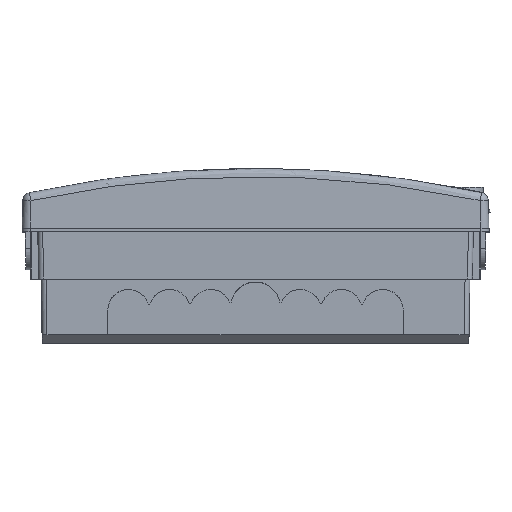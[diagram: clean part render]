
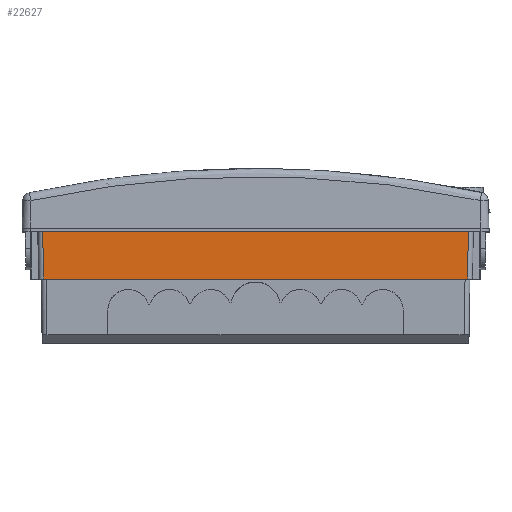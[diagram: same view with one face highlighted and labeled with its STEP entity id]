
A CAD part, top view. The second image highlights one B-rep face of the part: STEP entity #22627.
In plain terms, the highlighted planar face has unit normal (0, -0.018, 1).
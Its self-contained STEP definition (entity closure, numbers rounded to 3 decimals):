
#11137=CARTESIAN_POINT('',(-128.448,38.8,105.867));
#14876=DIRECTION('',(1.,0.,0.));
#14877=VECTOR('',#14876,256.896);
#14878=CARTESIAN_POINT('',(-128.448,38.8,105.867));
#14879=LINE('',#14878,#14877);
#14883=DIRECTION('',(0.017,-1.,-0.017));
#14884=VECTOR('',#14883,28.809);
#14885=CARTESIAN_POINT('',(-128.95,67.6,106.37));
#14886=LINE('',#14885,#14884);
#14890=DIRECTION('',(-1.,0.,0.));
#14891=VECTOR('',#14890,257.901);
#14892=CARTESIAN_POINT('',(128.95,67.6,106.37));
#14893=LINE('',#14892,#14891);
#14897=DIRECTION('',(0.017,1.,0.017));
#14898=VECTOR('',#14897,28.809);
#14899=CARTESIAN_POINT('',(128.448,38.8,105.867));
#14900=LINE('',#14899,#14898);
#15151=CARTESIAN_POINT('',(-128.95,67.6,106.37));
#16228=CARTESIAN_POINT('',(128.95,67.6,106.37));
#16962=VERTEX_POINT('',#15151);
#16965=VERTEX_POINT('',#11137);
#17410=VERTEX_POINT('',#16228);
#17411=CARTESIAN_POINT('',(128.448,38.8,105.867));
#17412=VERTEX_POINT('',#17411);
#22613=CARTESIAN_POINT('',(141.5,67.6,106.37));
#22614=DIRECTION('',(0.,-0.017,1.));
#22615=DIRECTION('',(-1.,0.,0.));
#22616=AXIS2_PLACEMENT_3D('',#22613,#22614,#22615);
#22617=PLANE('',#22616);
#22618=ORIENTED_EDGE('',*,*,#18694,.F.);
#22620=ORIENTED_EDGE('',*,*,#22619,.F.);
#22622=ORIENTED_EDGE('',*,*,#22621,.F.);
#22624=ORIENTED_EDGE('',*,*,#22623,.F.);
#22625=EDGE_LOOP('',(#22618,#22620,#22622,#22624));
#22626=FACE_OUTER_BOUND('',#22625,.F.);
#18694=EDGE_CURVE('',#16965,#17412,#14879,.T.);
#22619=EDGE_CURVE('',#16962,#16965,#14886,.T.);
#22621=EDGE_CURVE('',#17410,#16962,#14893,.T.);
#22623=EDGE_CURVE('',#17412,#17410,#14900,.T.);
#22627=ADVANCED_FACE('',(#22626),#22617,.T.);
